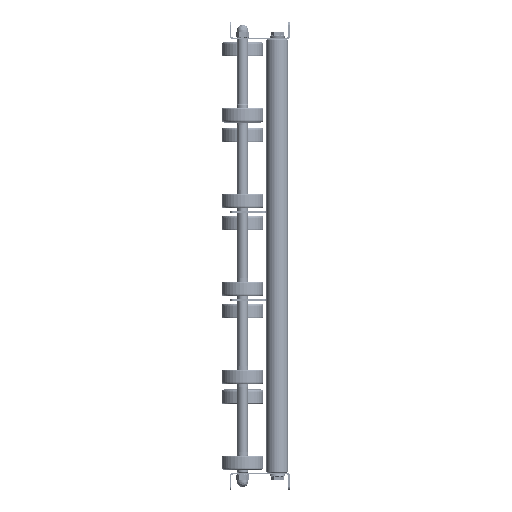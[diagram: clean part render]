
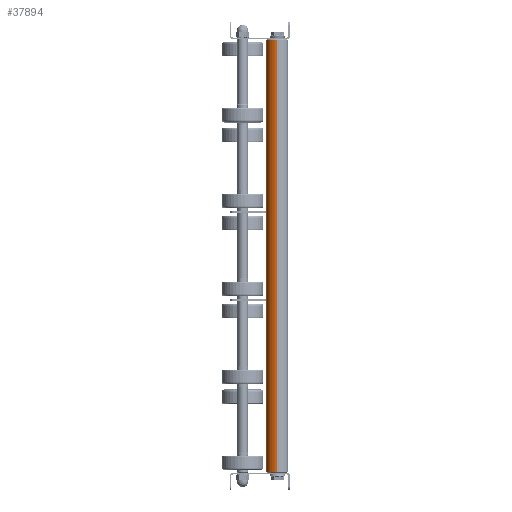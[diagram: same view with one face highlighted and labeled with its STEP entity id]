
A CAD part, left-side view. The second image highlights one B-rep face of the part: STEP entity #37894.
In plain terms, the highlighted cylindrical face has radius 12.5 mm (diameter 25 mm), a partial arc.
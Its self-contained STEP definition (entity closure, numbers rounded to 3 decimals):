
#2400 = EDGE_CURVE ( 'NONE', #9883, #20605, #30954, .T. ) ;
#3338 = VERTEX_POINT ( 'NONE', #48652 ) ;
#4418 = CYLINDRICAL_SURFACE ( 'NONE', #39452, 12.5 ) ;
#4948 = DIRECTION ( 'NONE',  ( 0., 0., -1. ) ) ;
#8008 = AXIS2_PLACEMENT_3D ( 'NONE', #10021, #22679, #22406 ) ;
#8991 = DIRECTION ( 'NONE',  ( -1., 0., 0. ) ) ;
#9883 = VERTEX_POINT ( 'NONE', #21379 ) ;
#10021 = CARTESIAN_POINT ( 'NONE',  ( 1., 0., 0. ) ) ;
#10445 = DIRECTION ( 'NONE',  ( -1., 0., 0. ) ) ;
#15916 = CARTESIAN_POINT ( 'NONE',  ( 1., 0., -12.5 ) ) ;
#16562 = CARTESIAN_POINT ( 'NONE',  ( 500., 0., 0. ) ) ;
#16817 = DIRECTION ( 'NONE',  ( -1., 0., 0. ) ) ;
#17132 = ORIENTED_EDGE ( 'NONE', *, *, #52828, .F. ) ;
#18754 = AXIS2_PLACEMENT_3D ( 'NONE', #22184, #8991, #4948 ) ;
#20605 = VERTEX_POINT ( 'NONE', #15916 ) ;
#21379 = CARTESIAN_POINT ( 'NONE',  ( 499., 0., -12.5 ) ) ;
#22184 = CARTESIAN_POINT ( 'NONE',  ( 499., 0., 0. ) ) ;
#22406 = DIRECTION ( 'NONE',  ( 0., 0., -1. ) ) ;
#22679 = DIRECTION ( 'NONE',  ( 1., 0., 0. ) ) ;
#23817 = VERTEX_POINT ( 'NONE', #52652 ) ;
#26538 = CIRCLE ( 'NONE', #18754, 12.5 ) ;
#28979 = FACE_OUTER_BOUND ( 'NONE', #31824, .T. ) ;
#29739 = CARTESIAN_POINT ( 'NONE',  ( 500., 0., 12.5 ) ) ;
#30441 = ORIENTED_EDGE ( 'NONE', *, *, #30750, .T. ) ;
#30750 = EDGE_CURVE ( 'NONE', #20605, #3338, #38153, .T. ) ;
#30954 = LINE ( 'NONE', #43903, #41924 ) ;
#31824 = EDGE_LOOP ( 'NONE', ( #31904, #36975, #30441, #17132 ) ) ;
#31904 = ORIENTED_EDGE ( 'NONE', *, *, #38131, .T. ) ;
#36975 = ORIENTED_EDGE ( 'NONE', *, *, #2400, .T. ) ;
#37558 = LINE ( 'NONE', #29739, #53120 ) ;
#37894 = ADVANCED_FACE ( 'NONE', ( #28979 ), #4418, .T. ) ;
#38131 = EDGE_CURVE ( 'NONE', #23817, #9883, #26538, .T. ) ;
#38153 = CIRCLE ( 'NONE', #8008, 12.5 ) ;
#39452 = AXIS2_PLACEMENT_3D ( 'NONE', #16562, #16817, #49173 ) ;
#41924 = VECTOR ( 'NONE', #10445, 1000. ) ;
#43903 = CARTESIAN_POINT ( 'NONE',  ( 500., 0., -12.5 ) ) ;
#46169 = DIRECTION ( 'NONE',  ( -1., 0., 0. ) ) ;
#48652 = CARTESIAN_POINT ( 'NONE',  ( 1., 0., 12.5 ) ) ;
#49173 = DIRECTION ( 'NONE',  ( 0., 0., 1. ) ) ;
#52652 = CARTESIAN_POINT ( 'NONE',  ( 499., 0., 12.5 ) ) ;
#52828 = EDGE_CURVE ( 'NONE', #23817, #3338, #37558, .T. ) ;
#53120 = VECTOR ( 'NONE', #46169, 1000. ) ;
